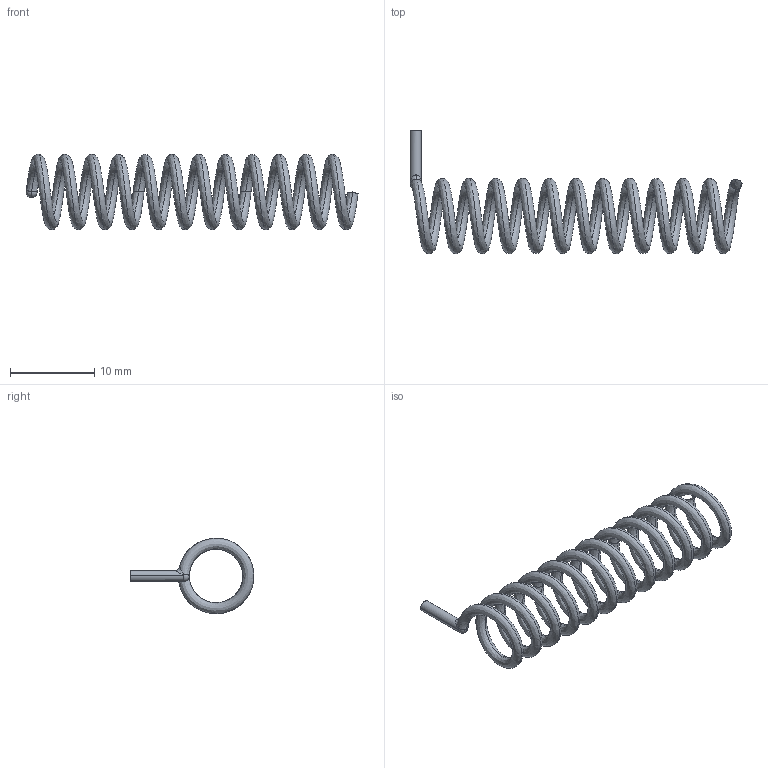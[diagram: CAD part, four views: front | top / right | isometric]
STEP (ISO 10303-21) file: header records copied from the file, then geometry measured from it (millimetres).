
FILE_DESCRIPTION(('FreeCAD Model'),'2;1');
FILE_NAME('Open CASCADE Shape Model','2022-10-29T18:20:56',('Author'),( ''),'Open CASCADE STEP processor 7.6','FreeCAD','Unknown');
FILE_SCHEMA(('AUTOMOTIVE_DESIGN { 1 0 10303 214 1 1 1 1 }'));
Length unit declared in the file: millimetre
Products named in the file (1): Shell
Bounding box: 39.38 x 14.65 x 8.94 mm (x, y, z)
Surface area: 1206.8 mm2 (no closed solid volume)
Topology: 0 solids, 1 shells, 15 faces, 42 edges, 26 vertices
Faces by surface type: bspline 9, plane 2, cylinder 2, sphere 2
Entity records: 6808 total; most frequent: CARTESIAN_POINT 6196, B_SPLINE_CURVE_WITH_KNOTS 83, ORIENTED_EDGE 73, PCURVE 73, DEFINITIONAL_REPRESENTATION 73, DIRECTION 54, EDGE_CURVE 40, SURFACE_CURVE 40
